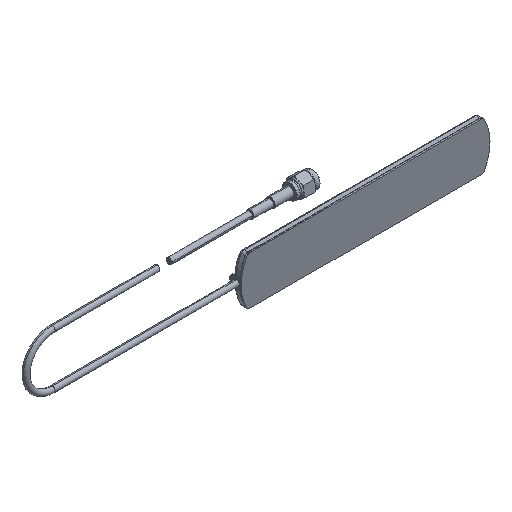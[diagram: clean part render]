
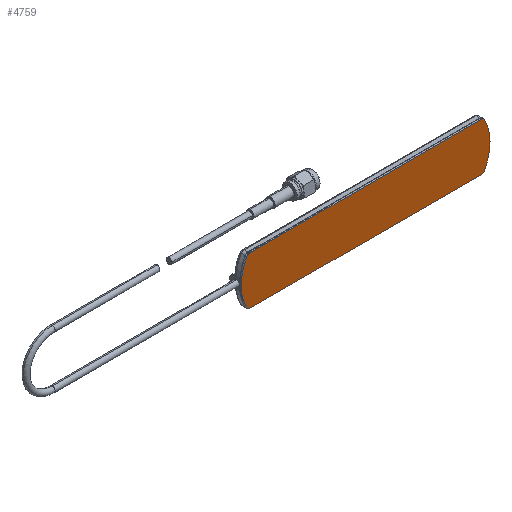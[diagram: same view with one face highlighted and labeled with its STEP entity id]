
A CAD part, isometric view. The second image highlights one B-rep face of the part: STEP entity #4759.
In plain terms, the highlighted planar face has unit normal (0, -1, 0).
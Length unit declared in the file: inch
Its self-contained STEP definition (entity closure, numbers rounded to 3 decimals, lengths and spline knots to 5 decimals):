
#233 = CARTESIAN_POINT ( 'NONE',  ( 2.112, 0., -0.4375 ) ) ;
#265 = DIRECTION ( 'NONE',  ( 0., 0., 1. ) ) ;
#296 = EDGE_CURVE ( 'NONE', #4222, #875, #3859, .T. ) ;
#303 = DIRECTION ( 'NONE',  ( 0., -1., 0. ) ) ;
#304 = VERTEX_POINT ( 'NONE', #2477 ) ;
#340 = CIRCLE ( 'NONE', #6115, 0.06 ) ;
#381 = EDGE_CURVE ( 'NONE', #4222, #304, #1494, .T. ) ;
#604 = EDGE_CURVE ( 'NONE', #3472, #304, #2544, .T. ) ;
#712 = EDGE_LOOP ( 'NONE', ( #5781, #4583, #3975, #3028, #6628, #1854, #3661, #6394 ) ) ;
#767 = CARTESIAN_POINT ( 'NONE',  ( -2.112, 0., -0.3775 ) ) ;
#798 = AXIS2_PLACEMENT_3D ( 'NONE', #2813, #1827, #1295 ) ;
#875 = VERTEX_POINT ( 'NONE', #5481 ) ;
#928 = EDGE_CURVE ( 'NONE', #1317, #3414, #340, .T. ) ;
#966 = CARTESIAN_POINT ( 'NONE',  ( 2.267, 0., 0.4375 ) ) ;
#1267 = CARTESIAN_POINT ( 'NONE',  ( 2.16485, 0., -0.4059 ) ) ;
#1295 = DIRECTION ( 'NONE',  ( 0., 0., -1. ) ) ;
#1317 = VERTEX_POINT ( 'NONE', #3404 ) ;
#1411 = VERTEX_POINT ( 'NONE', #233 ) ;
#1432 = CARTESIAN_POINT ( 'NONE',  ( 2.112, 0., -0.3775 ) ) ;
#1483 = DIRECTION ( 'NONE',  ( 1., 0., 0. ) ) ;
#1494 = LINE ( 'NONE', #966, #5237 ) ;
#1502 = DIRECTION ( 'NONE',  ( 1., 0., 0. ) ) ;
#1827 = DIRECTION ( 'NONE',  ( 0., -1., 0. ) ) ;
#1850 = CARTESIAN_POINT ( 'NONE',  ( -2.112, 0., 0.4375 ) ) ;
#1854 = ORIENTED_EDGE ( 'NONE', *, *, #604, .T. ) ;
#1967 = DIRECTION ( 'NONE',  ( 0., 1., 0. ) ) ;
#1988 = DIRECTION ( 'NONE',  ( 0., -1., 0. ) ) ;
#2026 = CARTESIAN_POINT ( 'NONE',  ( -2.267, 0., -0.4375 ) ) ;
#2082 = CARTESIAN_POINT ( 'NONE',  ( 2.16485, 0., 0.4059 ) ) ;
#2356 = VECTOR ( 'NONE', #2639, 39.37008 ) ;
#2477 = CARTESIAN_POINT ( 'NONE',  ( 2.112, 0., 0.4375 ) ) ;
#2544 = CIRCLE ( 'NONE', #2853, 0.06 ) ;
#2639 = DIRECTION ( 'NONE',  ( -1., 0., 0. ) ) ;
#2813 = CARTESIAN_POINT ( 'NONE',  ( 1.40947, 0., 0. ) ) ;
#2853 = AXIS2_PLACEMENT_3D ( 'NONE', #2882, #303, #4435 ) ;
#2882 = CARTESIAN_POINT ( 'NONE',  ( 2.112, 0., 0.3775 ) ) ;
#2930 = VERTEX_POINT ( 'NONE', #1267 ) ;
#3028 = ORIENTED_EDGE ( 'NONE', *, *, #4299, .T. ) ;
#3168 = AXIS2_PLACEMENT_3D ( 'NONE', #1432, #5625, #5582 ) ;
#3276 = CIRCLE ( 'NONE', #4478, 0.85753 ) ;
#3404 = CARTESIAN_POINT ( 'NONE',  ( -2.16485, 0., -0.4059 ) ) ;
#3414 = VERTEX_POINT ( 'NONE', #4948 ) ;
#3472 = VERTEX_POINT ( 'NONE', #2082 ) ;
#3515 = DIRECTION ( 'NONE',  ( 0., 0., -1. ) ) ;
#3611 = CIRCLE ( 'NONE', #798, 0.85753 ) ;
#3633 = AXIS2_PLACEMENT_3D ( 'NONE', #2026, #1967, #1483 ) ;
#3661 = ORIENTED_EDGE ( 'NONE', *, *, #381, .F. ) ;
#3782 = AXIS2_PLACEMENT_3D ( 'NONE', #4035, #1988, #5585 ) ;
#3859 = CIRCLE ( 'NONE', #3782, 0.06 ) ;
#3975 = ORIENTED_EDGE ( 'NONE', *, *, #6721, .F. ) ;
#4035 = CARTESIAN_POINT ( 'NONE',  ( -2.112, 0., 0.3775 ) ) ;
#4222 = VERTEX_POINT ( 'NONE', #1850 ) ;
#4299 = EDGE_CURVE ( 'NONE', #1411, #2930, #5891, .T. ) ;
#4435 = DIRECTION ( 'NONE',  ( 0., 0., 1. ) ) ;
#4478 = AXIS2_PLACEMENT_3D ( 'NONE', #6161, #6633, #3515 ) ;
#4583 = ORIENTED_EDGE ( 'NONE', *, *, #928, .T. ) ;
#4759 = ADVANCED_FACE ( 'NONE', ( #4846 ), #6643, .F. ) ;
#4846 = FACE_OUTER_BOUND ( 'NONE', #712, .T. ) ;
#4948 = CARTESIAN_POINT ( 'NONE',  ( -2.112, 0., -0.4375 ) ) ;
#5183 = EDGE_CURVE ( 'NONE', #2930, #3472, #3611, .T. ) ;
#5237 = VECTOR ( 'NONE', #1502, 39.37008 ) ;
#5481 = CARTESIAN_POINT ( 'NONE',  ( -2.16485, 0., 0.4059 ) ) ;
#5582 = DIRECTION ( 'NONE',  ( 0., 0., 1. ) ) ;
#5585 = DIRECTION ( 'NONE',  ( 0., 0., 1. ) ) ;
#5625 = DIRECTION ( 'NONE',  ( 0., -1., 0. ) ) ;
#5689 = LINE ( 'NONE', #5745, #2356 ) ;
#5745 = CARTESIAN_POINT ( 'NONE',  ( 2.267, 0., -0.4375 ) ) ;
#5781 = ORIENTED_EDGE ( 'NONE', *, *, #6216, .F. ) ;
#5891 = CIRCLE ( 'NONE', #3168, 0.06 ) ;
#6012 = DIRECTION ( 'NONE',  ( 0., -1., 0. ) ) ;
#6115 = AXIS2_PLACEMENT_3D ( 'NONE', #767, #6012, #265 ) ;
#6161 = CARTESIAN_POINT ( 'NONE',  ( -1.40947, 0., 0. ) ) ;
#6216 = EDGE_CURVE ( 'NONE', #1317, #875, #3276, .T. ) ;
#6394 = ORIENTED_EDGE ( 'NONE', *, *, #296, .T. ) ;
#6628 = ORIENTED_EDGE ( 'NONE', *, *, #5183, .T. ) ;
#6633 = DIRECTION ( 'NONE',  ( 0., 1., 0. ) ) ;
#6643 = PLANE ( 'NONE',  #3633 ) ;
#6721 = EDGE_CURVE ( 'NONE', #1411, #3414, #5689, .T. ) ;
